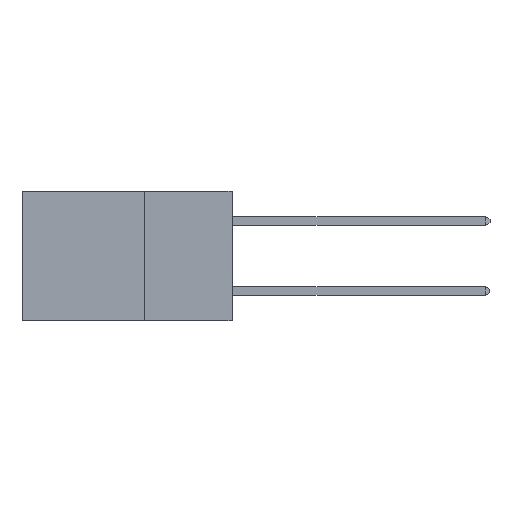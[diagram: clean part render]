
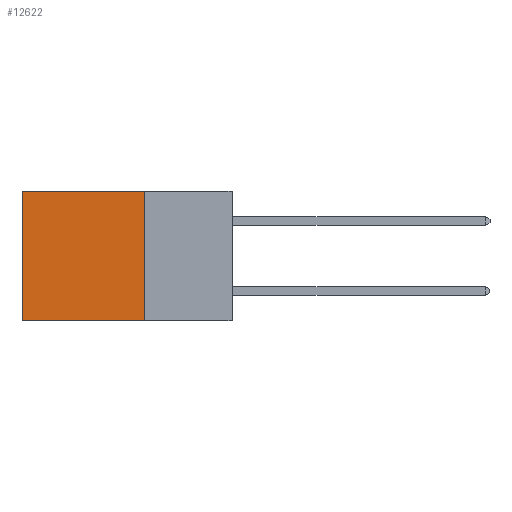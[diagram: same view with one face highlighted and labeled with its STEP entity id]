
A CAD part, left-side view. The second image highlights one B-rep face of the part: STEP entity #12622.
In plain terms, the highlighted planar face has unit normal (-1, 0, 0).
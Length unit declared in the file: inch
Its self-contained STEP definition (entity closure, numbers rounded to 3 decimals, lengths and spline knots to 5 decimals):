
#23 = VERTEX_POINT ( 'NONE', #3426 ) ;
#146 = DIRECTION ( 'NONE',  ( 1., 0., 0. ) ) ;
#302 = EDGE_LOOP ( 'NONE', ( #10370, #4129, #14720, #16487 ) ) ;
#716 = DIRECTION ( 'NONE',  ( 0., 0., -1. ) ) ;
#1194 = VERTEX_POINT ( 'NONE', #12865 ) ;
#1885 = EDGE_CURVE ( 'NONE', #13601, #11379, #15880, .T. ) ;
#3426 = CARTESIAN_POINT ( 'NONE',  ( 0.2875, 0.6, 0. ) ) ;
#4129 = ORIENTED_EDGE ( 'NONE', *, *, #1885, .F. ) ;
#4565 = AXIS2_PLACEMENT_3D ( 'NONE', #11457, #146, #9123 ) ;
#5379 = VECTOR ( 'NONE', #716, 39.37008 ) ;
#5494 = EDGE_CURVE ( 'NONE', #1194, #23, #11383, .T. ) ;
#5543 = CARTESIAN_POINT ( 'NONE',  ( 0.2875, 0.25, 0. ) ) ;
#5637 = EDGE_CURVE ( 'NONE', #1194, #13601, #8795, .T. ) ;
#5864 = CARTESIAN_POINT ( 'NONE',  ( 0.2875, 0.25, -0.37 ) ) ;
#5982 = VECTOR ( 'NONE', #9335, 39.37008 ) ;
#6109 = EDGE_CURVE ( 'NONE', #23, #11379, #8777, .T. ) ;
#7584 = VECTOR ( 'NONE', #15872, 39.37008 ) ;
#7958 = VECTOR ( 'NONE', #13268, 39.37008 ) ;
#8038 = CARTESIAN_POINT ( 'NONE',  ( 0.2875, 0.6, 0. ) ) ;
#8777 = LINE ( 'NONE', #8038, #7958 ) ;
#8795 = LINE ( 'NONE', #9678, #5379 ) ;
#9123 = DIRECTION ( 'NONE',  ( 0., 0., -1. ) ) ;
#9335 = DIRECTION ( 'NONE',  ( 0., 1., 0. ) ) ;
#9406 = CARTESIAN_POINT ( 'NONE',  ( 0.2875, 0.25, -0.37 ) ) ;
#9678 = CARTESIAN_POINT ( 'NONE',  ( 0.2875, 0.25, 0. ) ) ;
#10370 = ORIENTED_EDGE ( 'NONE', *, *, #6109, .T. ) ;
#11379 = VERTEX_POINT ( 'NONE', #14383 ) ;
#11383 = LINE ( 'NONE', #5543, #7584 ) ;
#11457 = CARTESIAN_POINT ( 'NONE',  ( 0.2875, 0.25, 0. ) ) ;
#12622 = ADVANCED_FACE ( 'NONE', ( #14838 ), #14138, .F. ) ;
#12865 = CARTESIAN_POINT ( 'NONE',  ( 0.2875, 0.25, 0. ) ) ;
#13268 = DIRECTION ( 'NONE',  ( 0., 0., -1. ) ) ;
#13601 = VERTEX_POINT ( 'NONE', #5864 ) ;
#14138 = PLANE ( 'NONE',  #4565 ) ;
#14383 = CARTESIAN_POINT ( 'NONE',  ( 0.2875, 0.6, -0.37 ) ) ;
#14720 = ORIENTED_EDGE ( 'NONE', *, *, #5637, .F. ) ;
#14838 = FACE_OUTER_BOUND ( 'NONE', #302, .T. ) ;
#15872 = DIRECTION ( 'NONE',  ( 0., 1., 0. ) ) ;
#15880 = LINE ( 'NONE', #9406, #5982 ) ;
#16487 = ORIENTED_EDGE ( 'NONE', *, *, #5494, .T. ) ;
